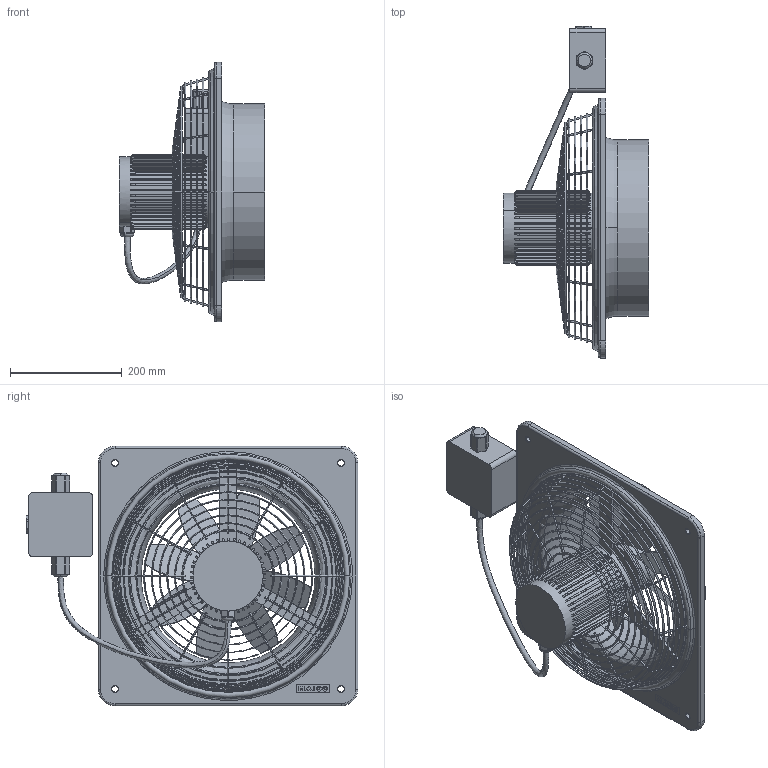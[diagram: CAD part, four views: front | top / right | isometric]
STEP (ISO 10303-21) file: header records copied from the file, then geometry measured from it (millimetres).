
FILE_DESCRIPTION(('Creo Elements/Direct Modeling STEP Export'),'2;1');
FILE_NAME('0083.0176 DZQ 30_2 B Ex e.stp','2021-01-20T15:22:59',(''),(''),'PTC Creo Elements/Direct Modeling STEP processor for AP214 (Solid Model)','PTC Creo Elements/Direct Modeling 19.0C 15-Aug-2015 (C) Parametric Technology GmbH','');
FILE_SCHEMA(('AUTOMOTIVE_DESIGN { 1 0 10303 214 1 1 1 1 }'));
Length unit declared in the file: millimetre
Products named in the file (2): 0083.0176; 0083.0176-DZQ-30-2-B-Ex-e
Assembly tree (1 placements, depth 2):
  0083.0176-DZQ-30-2-B-Ex-e
    0083.0176
Bounding box: 260 x 594.41 x 465 mm (x, y, z)
Volume: 4195069.2 mm3; surface area: 1072420 mm2
Topology: 10 solids, 16 shells, 829 faces, 2288 edges, 1508 vertices
Faces by surface type: plane 310, cylinder 244, torus 216, cone 40, bspline 18, sphere 1
Entity records: 34902 total; most frequent: CARTESIAN_POINT 11606, ORIENTED_EDGE 4576, DIRECTION 3517, EDGE_CURVE 2288, VERTEX_POINT 1508, AXIS2_PLACEMENT_3D 1375, EDGE_LOOP 924, FACE_OUTER_BOUND 829
